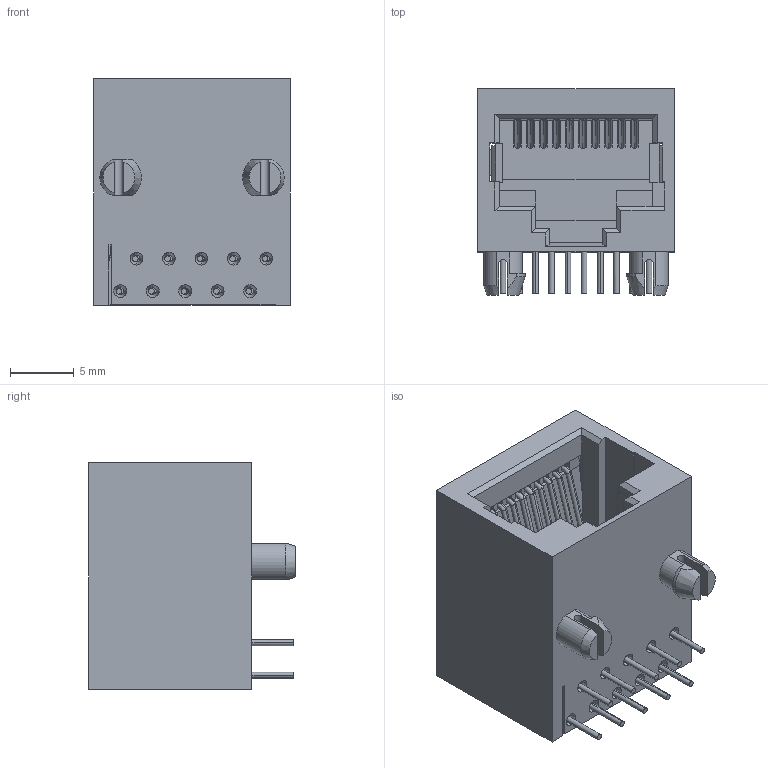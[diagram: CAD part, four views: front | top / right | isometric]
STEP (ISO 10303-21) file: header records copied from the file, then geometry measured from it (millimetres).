
FILE_DESCRIPTION((''),'2;1');
FILE_NAME('DGKYD56211118IWA1DY1','2024-08-27T14:38:29',('DGKYD'),(''),'CREO PARAMETRIC BY PTC INC, 2019010','CREO PARAMETRIC BY PTC INC, 2019010','');
FILE_SCHEMA(('CONFIG_CONTROL_DESIGN'));
Length unit declared in the file: millimetre
Products named in the file (1): DGKYD56211118IWA1DY1
Bounding box: 15.4 x 16.15 x 17.75 mm (x, y, z)
Volume: 2051.7 mm3; surface area: 3798.2 mm2
Topology: 1 solids, 1 shells, 473 faces, 1611 edges, 1050 vertices
Faces by surface type: plane 299, cylinder 89, cone 44, torus 32, bspline 5, extrusion 4
Entity records: 19460 total; most frequent: CARTESIAN_POINT 5515, ORIENTED_EDGE 3222, DIRECTION 2621, EDGE_CURVE 1611, VERTEX_POINT 1050, VECTOR 1005, LINE 1001, AXIS2_PLACEMENT_3D 808
